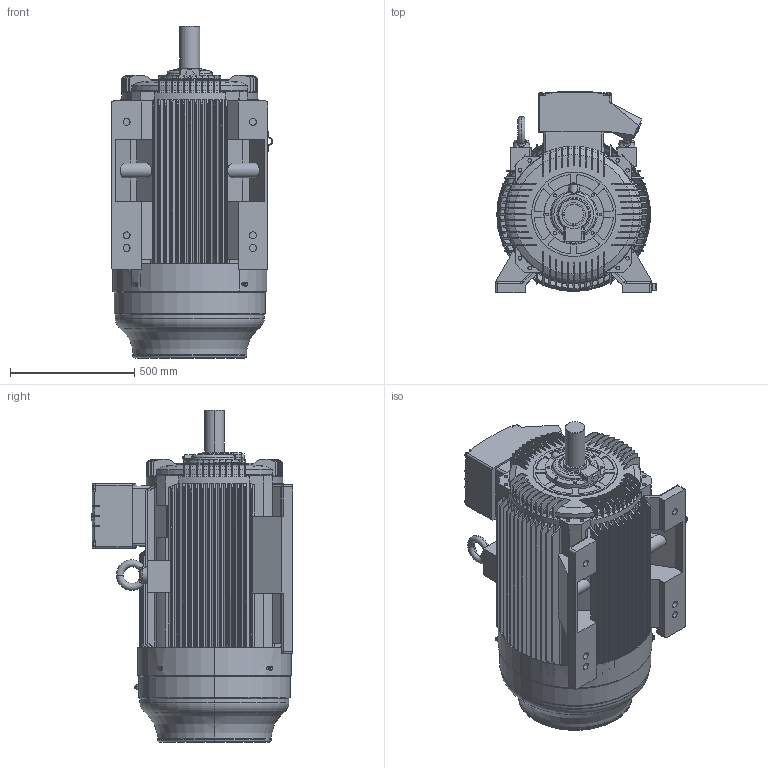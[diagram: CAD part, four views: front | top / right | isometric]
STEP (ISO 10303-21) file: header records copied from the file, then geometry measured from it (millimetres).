
FILE_DESCRIPTION((''),'2;1');
FILE_NAME('315LM4B3','2013-01-16T',('Administrator'),(''),'PRO/ENGINEER BY PARAMETRIC TECHNOLOGY CORPORATION, 2007370','PRO/ENGINEER BY PARAMETRIC TECHNOLOGY CORPORATION, 2007370','');
FILE_SCHEMA(('CONFIG_CONTROL_DESIGN'));
Products named in the file (1): 315LM4B3
Bounding box: 648 x 811 x 1337 mm (x, y, z)
Volume: 249062764 mm3; surface area: 8014927.4 mm2
Topology: 1 solids, 9 shells, 8300 faces, 24227 edges, 15953 vertices
Faces by surface type: plane 3935, cylinder 3666, cone 569, torus 64, sphere 42, bspline 24
Entity records: 287300 total; most frequent: CARTESIAN_POINT 63069, ORIENTED_EDGE 48402, DIRECTION 45558, EDGE_CURVE 24201, VERTEX_POINT 15953, AXIS2_PLACEMENT_3D 15902, VECTOR 13754, LINE 13754
